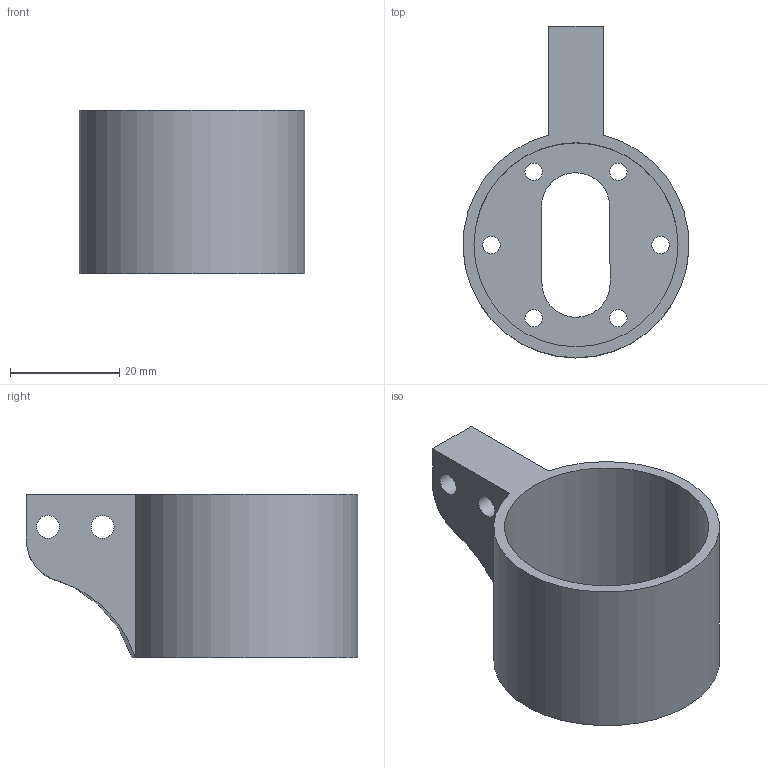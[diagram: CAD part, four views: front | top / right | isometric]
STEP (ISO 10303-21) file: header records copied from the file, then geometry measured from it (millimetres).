
FILE_DESCRIPTION(/* description */ (''),/* implementation_level */ '2;1');
FILE_NAME(/* name */ 'Motor Support Ver.stp',/* time_stamp */ '2020-12-05T18:11:06+01:00',/* author */ (''),/* organization */ (''),/* preprocessor_version */ 'ST-DEVELOPER v18.1',/* originating_system */ 'Autodesk Translation Framework v9.3.0.1241',/* authorisation */ '');
FILE_SCHEMA (('AUTOMOTIVE_DESIGN { 1 0 10303 214 3 1 1 }'));
Length unit declared in the file: millimetre
Products named in the file (1): Motor Support  Ver.2
Bounding box: 41.37 x 60.79 x 30 mm (x, y, z)
Volume: 13067.8 mm3; surface area: 10696.6 mm2
Topology: 1 solids, 1 shells, 22 faces, 55 edges, 36 vertices
Faces by surface type: cylinder 12, plane 8, bspline 2
Full cylindrical faces by diameter (mm): 3.2 x6, 4.2 x2, 37.4 x1
Entity records: 904 total; most frequent: CARTESIAN_POINT 292, DIRECTION 116, ORIENTED_EDGE 110, EDGE_CURVE 55, AXIS2_PLACEMENT_3D 46, EDGE_LOOP 41, VERTEX_POINT 36, CIRCLE 25
